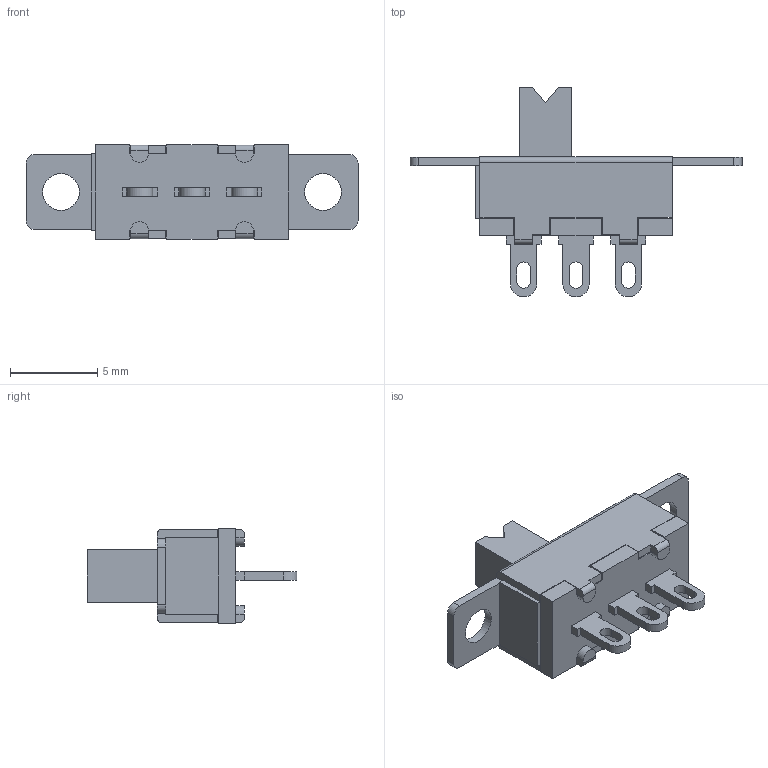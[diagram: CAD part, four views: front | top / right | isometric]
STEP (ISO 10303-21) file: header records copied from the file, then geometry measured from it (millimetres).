
FILE_DESCRIPTION( ( 'STEP AP203' ), '1' );
FILE_NAME( 'MFS101D-14-Z.stp', '2020-08-22T04:35:25', ( 'License CC BY-ND 4.0' ), ( 'CADENAS' ), ' ', 'PARTsolutions', ' ' );
FILE_SCHEMA( ( 'CONFIG_CONTROL_DESIGN' ) );
Length unit declared in the file: millimetre
Products named in the file (3): MFS101D-14-Z; _MFS101D-14-Z_b; _MFS101D145_bu
Assembly tree (2 placements, depth 2):
  MFS101D-14-Z
    _MFS101D-14-Z_b
    _MFS101D145_bu
Bounding box: 19 x 12 x 5.4 mm (x, y, z)
Volume: 275.8 mm3; surface area: 702.2 mm2
Topology: 2 solids, 2 shells, 141 faces, 409 edges, 270 vertices
Faces by surface type: plane 116, cylinder 25
Full cylindrical faces by diameter (mm): 2.1 x2
Entity records: 4723 total; most frequent: CARTESIAN_POINT 821, ORIENTED_EDGE 814, DIRECTION 745, EDGE_CURVE 407, LINE 357, VECTOR 357, VERTEX_POINT 270, AXIS2_PLACEMENT_3D 194
